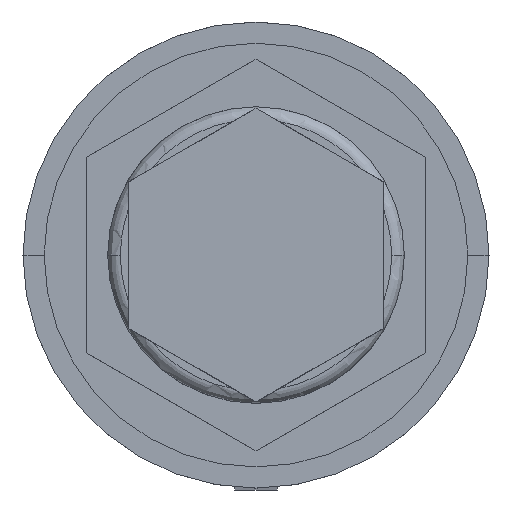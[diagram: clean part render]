
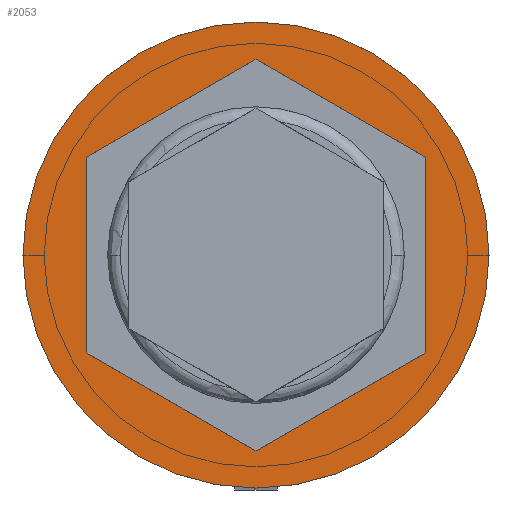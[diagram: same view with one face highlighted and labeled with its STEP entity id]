
A CAD part, top view. The second image highlights one B-rep face of the part: STEP entity #2053.
In plain terms, the highlighted planar face has unit normal (0, 0, 1).
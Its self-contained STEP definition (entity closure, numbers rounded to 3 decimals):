
#34 = ORIENTED_EDGE ( 'NONE', *, *, #118, .F. ) ;
#118 = EDGE_CURVE ( 'NONE', #2181, #906, #1935, .T. ) ;
#134 = CARTESIAN_POINT ( 'NONE',  ( -4., -2.309, 0. ) ) ;
#167 = EDGE_CURVE ( 'NONE', #444, #1629, #617, .T. ) ;
#179 = VERTEX_POINT ( 'NONE', #199 ) ;
#199 = CARTESIAN_POINT ( 'NONE',  ( -5.5, 0., 0. ) ) ;
#350 = CARTESIAN_POINT ( 'NONE',  ( 0., 4.619, 0. ) ) ;
#431 = CARTESIAN_POINT ( 'NONE',  ( 4., -2.309, 0. ) ) ;
#444 = VERTEX_POINT ( 'NONE', #134 ) ;
#553 = DIRECTION ( 'NONE',  ( 1., 0., 0. ) ) ;
#566 = EDGE_CURVE ( 'NONE', #956, #1881, #797, .T. ) ;
#597 = LINE ( 'NONE', #993, #2571 ) ;
#617 = LINE ( 'NONE', #2171, #1414 ) ;
#712 = ORIENTED_EDGE ( 'NONE', *, *, #566, .F. ) ;
#721 = LINE ( 'NONE', #2136, #1542 ) ;
#751 = ORIENTED_EDGE ( 'NONE', *, *, #1068, .T. ) ;
#797 = LINE ( 'NONE', #431, #2193 ) ;
#825 = VECTOR ( 'NONE', #1164, 1000. ) ;
#881 = ORIENTED_EDGE ( 'NONE', *, *, #1374, .F. ) ;
#882 = CARTESIAN_POINT ( 'NONE',  ( 0., 0., 0. ) ) ;
#906 = VERTEX_POINT ( 'NONE', #2304 ) ;
#956 = VERTEX_POINT ( 'NONE', #2167 ) ;
#993 = CARTESIAN_POINT ( 'NONE',  ( -4., 2.309, 0. ) ) ;
#1006 = CIRCLE ( 'NONE', #1167, 5.5 ) ;
#1068 = EDGE_CURVE ( 'NONE', #179, #2557, #1006, .T. ) ;
#1164 = DIRECTION ( 'NONE',  ( -0.866, -0.5, 0. ) ) ;
#1167 = AXIS2_PLACEMENT_3D ( 'NONE', #2409, #2431, #2059 ) ;
#1172 = EDGE_CURVE ( 'NONE', #2557, #179, #2071, .T. ) ;
#1224 = CARTESIAN_POINT ( 'NONE',  ( 0., -4.619, 0. ) ) ;
#1259 = VECTOR ( 'NONE', #2093, 1000. ) ;
#1263 = ORIENTED_EDGE ( 'NONE', *, *, #1326, .F. ) ;
#1312 = ORIENTED_EDGE ( 'NONE', *, *, #167, .F. ) ;
#1316 = CARTESIAN_POINT ( 'NONE',  ( 0., -4.619, 0. ) ) ;
#1326 = EDGE_CURVE ( 'NONE', #1629, #956, #2330, .T. ) ;
#1344 = CARTESIAN_POINT ( 'NONE',  ( 0., 0., 0. ) ) ;
#1368 = FACE_OUTER_BOUND ( 'NONE', #1603, .T. ) ;
#1374 = EDGE_CURVE ( 'NONE', #906, #444, #597, .T. ) ;
#1412 = CARTESIAN_POINT ( 'NONE',  ( 4., 2.309, 0. ) ) ;
#1414 = VECTOR ( 'NONE', #2416, 1000. ) ;
#1430 = AXIS2_PLACEMENT_3D ( 'NONE', #1344, #2333, #553 ) ;
#1478 = EDGE_LOOP ( 'NONE', ( #2517, #712, #1263, #1312, #881, #34 ) ) ;
#1542 = VECTOR ( 'NONE', #2520, 1000. ) ;
#1580 = AXIS2_PLACEMENT_3D ( 'NONE', #882, #1676, #1847 ) ;
#1603 = EDGE_LOOP ( 'NONE', ( #2058, #751 ) ) ;
#1629 = VERTEX_POINT ( 'NONE', #1224 ) ;
#1676 = DIRECTION ( 'NONE',  ( 0., 0., 1. ) ) ;
#1761 = DIRECTION ( 'NONE',  ( 0., -1., 0. ) ) ;
#1847 = DIRECTION ( 'NONE',  ( 1., 0., 0. ) ) ;
#1881 = VERTEX_POINT ( 'NONE', #1412 ) ;
#1935 = LINE ( 'NONE', #350, #825 ) ;
#1974 = CARTESIAN_POINT ( 'NONE',  ( 0., 4.619, 0. ) ) ;
#2053 = ADVANCED_FACE ( 'NONE', ( #2097, #1368 ), #2318, .T. ) ;
#2058 = ORIENTED_EDGE ( 'NONE', *, *, #1172, .T. ) ;
#2059 = DIRECTION ( 'NONE',  ( 1., 0., 0. ) ) ;
#2071 = CIRCLE ( 'NONE', #1580, 5.5 ) ;
#2093 = DIRECTION ( 'NONE',  ( 0.866, 0.5, 0. ) ) ;
#2097 = FACE_BOUND ( 'NONE', #1478, .T. ) ;
#2136 = CARTESIAN_POINT ( 'NONE',  ( 4., 2.309, 0. ) ) ;
#2167 = CARTESIAN_POINT ( 'NONE',  ( 4., -2.309, 0. ) ) ;
#2171 = CARTESIAN_POINT ( 'NONE',  ( -4., -2.309, 0. ) ) ;
#2181 = VERTEX_POINT ( 'NONE', #1974 ) ;
#2193 = VECTOR ( 'NONE', #2412, 1000. ) ;
#2304 = CARTESIAN_POINT ( 'NONE',  ( -4., 2.309, 0. ) ) ;
#2318 = PLANE ( 'NONE',  #1430 ) ;
#2330 = LINE ( 'NONE', #1316, #1259 ) ;
#2333 = DIRECTION ( 'NONE',  ( 0., 0., 1. ) ) ;
#2409 = CARTESIAN_POINT ( 'NONE',  ( 0., 0., 0. ) ) ;
#2412 = DIRECTION ( 'NONE',  ( 0., 1., 0. ) ) ;
#2416 = DIRECTION ( 'NONE',  ( 0.866, -0.5, 0. ) ) ;
#2431 = DIRECTION ( 'NONE',  ( 0., 0., 1. ) ) ;
#2484 = CARTESIAN_POINT ( 'NONE',  ( 5.5, 0., 0. ) ) ;
#2517 = ORIENTED_EDGE ( 'NONE', *, *, #2541, .F. ) ;
#2520 = DIRECTION ( 'NONE',  ( -0.866, 0.5, 0. ) ) ;
#2541 = EDGE_CURVE ( 'NONE', #1881, #2181, #721, .T. ) ;
#2557 = VERTEX_POINT ( 'NONE', #2484 ) ;
#2571 = VECTOR ( 'NONE', #1761, 1000. ) ;
